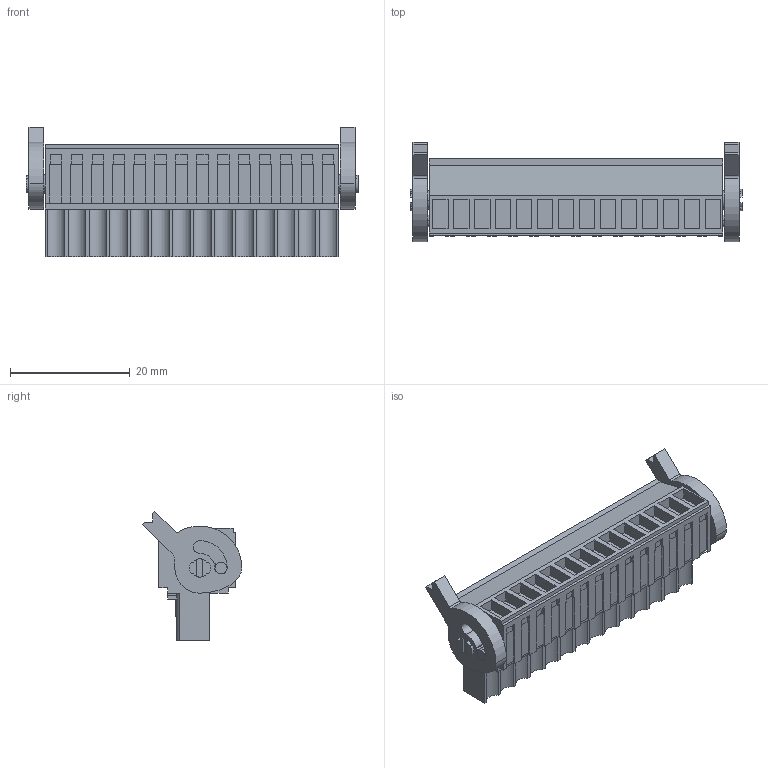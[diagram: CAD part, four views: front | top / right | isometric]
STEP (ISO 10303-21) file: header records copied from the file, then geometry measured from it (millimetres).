
FILE_DESCRIPTION(('CATIA V5 STEP Exchange','CAx-IF Rec.Pracs.--- Model Styling and Organization---1.2---2011-12-15'),'2;1');
FILE_NAME ('D1454456_0_1687770000_1687770000.stp','2017-04-25T12:21:09+00:00',('none'),('Weidmueller'),'CATIA Version 5-6 Release 2014','CATIA V5 STEP AP214','none');
FILE_SCHEMA(('AUTOMOTIVE_DESIGN { 1 0 10303 214 1 1 1 1 }'));
Length unit declared in the file: millimetre
Products named in the file (1): 1687770000
Bounding box: 55.4 x 16.66 x 21.53 mm (x, y, z)
Volume: 7781.4 mm3; surface area: 6459.6 mm2
Topology: 17 solids, 17 shells, 911 faces, 2553 edges, 1736 vertices
Faces by surface type: plane 789, cylinder 120, extrusion 2
Entity records: 26720 total; most frequent: ORIENTED_EDGE 5106, CARTESIAN_POINT 4804, DIRECTION 3503, EDGE_CURVE 2553, VECTOR 2157, LINE 2155, VERTEX_POINT 1736, EDGE_LOOP 979
